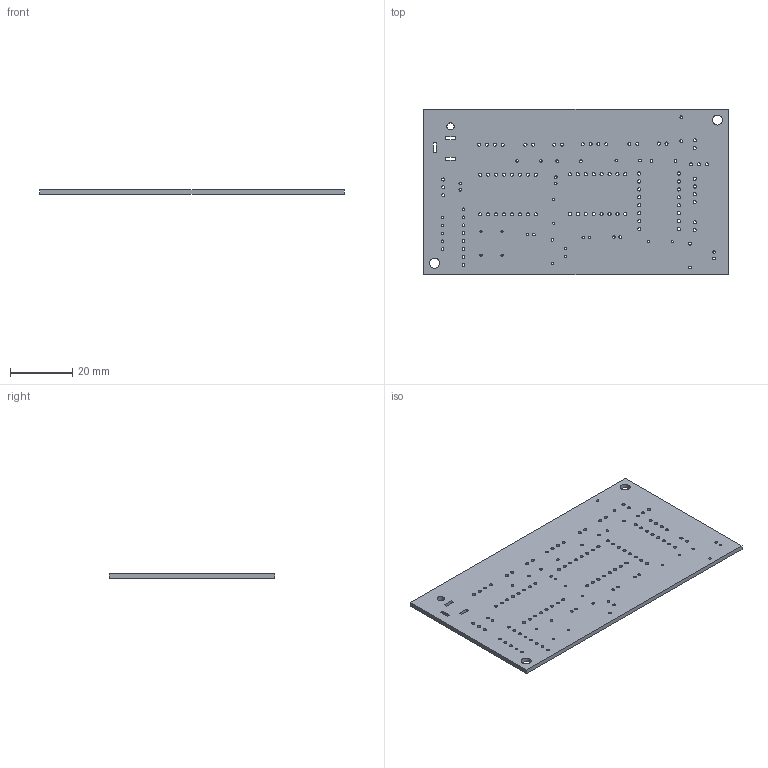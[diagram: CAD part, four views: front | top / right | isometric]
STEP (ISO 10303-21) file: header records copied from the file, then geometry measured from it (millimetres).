
FILE_DESCRIPTION(('Open CASCADE Model'),'2;1');
FILE_NAME('Open CASCADE Shape Model','2020-10-15T00:06:16',('Author'),( 'Open CASCADE'),'Open CASCADE STEP processor 6.8','Open CASCADE 6.8' ,'Unknown');
FILE_SCHEMA(('AUTOMOTIVE_DESIGN { 1 0 10303 214 1 1 1 1 }'));
Length unit declared in the file: millimetre
Products named in the file (3): PCB; Board; Open CASCADE STEP translator 6.8 2.1.1
Assembly tree (2 placements, depth 3):
  PCB
    Board
      Open CASCADE STEP translator 6.8 2.1.1
Bounding box: 97.41 x 52.96 x 1.42 mm (x, y, z)
Volume: 7155.7 mm3; surface area: 11115.3 mm2
Topology: 1 solids, 1 shells, 148 faces, 438 edges, 292 vertices
Faces by surface type: cylinder 130, plane 18
Full cylindrical faces by diameter (mm): 0.7 x8, 0.85 x14, 0.86 x12, 0.89 x8, 0.9 x7, 1 x30, 1.02 x48, 2.3 x1, 3.2 x2
Entity records: 5691 total; most frequent: DIRECTION 1000, CARTESIAN_POINT 881, ORIENTED_EDGE 876, EDGE_CURVE 438, FACE_BOUND 414, EDGE_LOOP 414, AXIS2_PLACEMENT_3D 411, VERTEX_POINT 292
